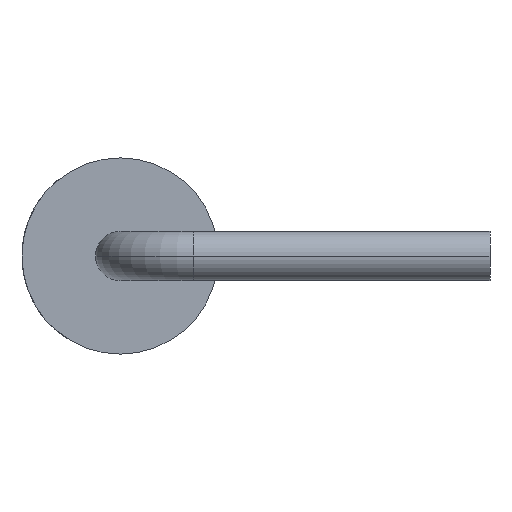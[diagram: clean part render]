
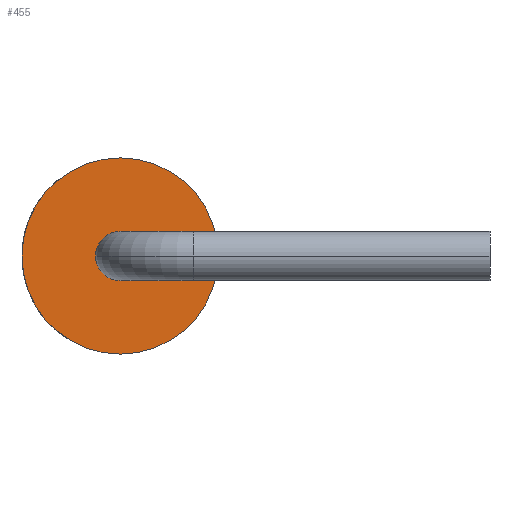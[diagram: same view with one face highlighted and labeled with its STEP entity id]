
A CAD part, left-side view. The second image highlights one B-rep face of the part: STEP entity #455.
In plain terms, the highlighted planar face has unit normal (-1, 0, 0).
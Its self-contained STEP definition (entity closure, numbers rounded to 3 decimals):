
#242 = AXIS2_PLACEMENT_3D ( 'NONE', #1203, #1163, #2279 ) ;
#360 = AXIS2_PLACEMENT_3D ( 'NONE', #2321, #2616, #2064 ) ;
#413 = CIRCLE ( 'NONE', #1152, 1.3 ) ;
#433 = ORIENTED_EDGE ( 'NONE', *, *, #3017, .F. ) ;
#455 = ADVANCED_FACE ( 'NONE', ( #833, #1607 ), #1378, .F. ) ;
#589 = DIRECTION ( 'NONE',  ( 1., 0., 0. ) ) ;
#663 = CARTESIAN_POINT ( 'NONE',  ( 2.695, 2.3, 0. ) ) ;
#672 = EDGE_LOOP ( 'NONE', ( #2651, #433 ) ) ;
#759 = VERTEX_POINT ( 'NONE', #1625 ) ;
#833 = FACE_BOUND ( 'NONE', #2301, .T. ) ;
#859 = VERTEX_POINT ( 'NONE', #3368 ) ;
#871 = EDGE_CURVE ( 'NONE', #859, #1872, #1099, .T. ) ;
#1003 = CARTESIAN_POINT ( 'NONE',  ( 2.695, 2.3, 0. ) ) ;
#1082 = DIRECTION ( 'NONE',  ( 0., 0., -1. ) ) ;
#1083 = ORIENTED_EDGE ( 'NONE', *, *, #871, .F. ) ;
#1099 = CIRCLE ( 'NONE', #242, 0.325 ) ;
#1142 = CARTESIAN_POINT ( 'NONE',  ( 2.695, 2.3, -1.3 ) ) ;
#1152 = AXIS2_PLACEMENT_3D ( 'NONE', #1003, #1535, #2371 ) ;
#1163 = DIRECTION ( 'NONE',  ( -1., 0., 0. ) ) ;
#1203 = CARTESIAN_POINT ( 'NONE',  ( 2.695, 2.3, 0. ) ) ;
#1236 = CIRCLE ( 'NONE', #1934, 1.3 ) ;
#1269 = ORIENTED_EDGE ( 'NONE', *, *, #3512, .F. ) ;
#1378 = PLANE ( 'NONE',  #2501 ) ;
#1400 = CARTESIAN_POINT ( 'NONE',  ( 2.695, 2.3, 0. ) ) ;
#1535 = DIRECTION ( 'NONE',  ( 1., 0., 0. ) ) ;
#1607 = FACE_OUTER_BOUND ( 'NONE', #672, .T. ) ;
#1625 = CARTESIAN_POINT ( 'NONE',  ( 2.695, 2.3, 1.3 ) ) ;
#1700 = CARTESIAN_POINT ( 'NONE',  ( 2.695, 2.625, 0. ) ) ;
#1710 = VERTEX_POINT ( 'NONE', #1142 ) ;
#1872 = VERTEX_POINT ( 'NONE', #1700 ) ;
#1934 = AXIS2_PLACEMENT_3D ( 'NONE', #663, #2610, #3116 ) ;
#2064 = DIRECTION ( 'NONE',  ( 0., 0., -1. ) ) ;
#2279 = DIRECTION ( 'NONE',  ( 0., 0., -1. ) ) ;
#2301 = EDGE_LOOP ( 'NONE', ( #1083, #1269 ) ) ;
#2321 = CARTESIAN_POINT ( 'NONE',  ( 2.695, 2.3, 0. ) ) ;
#2371 = DIRECTION ( 'NONE',  ( 0., 0., -1. ) ) ;
#2501 = AXIS2_PLACEMENT_3D ( 'NONE', #1400, #589, #1082 ) ;
#2610 = DIRECTION ( 'NONE',  ( 1., 0., 0. ) ) ;
#2616 = DIRECTION ( 'NONE',  ( -1., 0., 0. ) ) ;
#2651 = ORIENTED_EDGE ( 'NONE', *, *, #2707, .F. ) ;
#2707 = EDGE_CURVE ( 'NONE', #759, #1710, #1236, .T. ) ;
#2789 = CIRCLE ( 'NONE', #360, 0.325 ) ;
#3017 = EDGE_CURVE ( 'NONE', #1710, #759, #413, .T. ) ;
#3116 = DIRECTION ( 'NONE',  ( 0., 0., -1. ) ) ;
#3368 = CARTESIAN_POINT ( 'NONE',  ( 2.695, 1.975, 0. ) ) ;
#3512 = EDGE_CURVE ( 'NONE', #1872, #859, #2789, .T. ) ;
